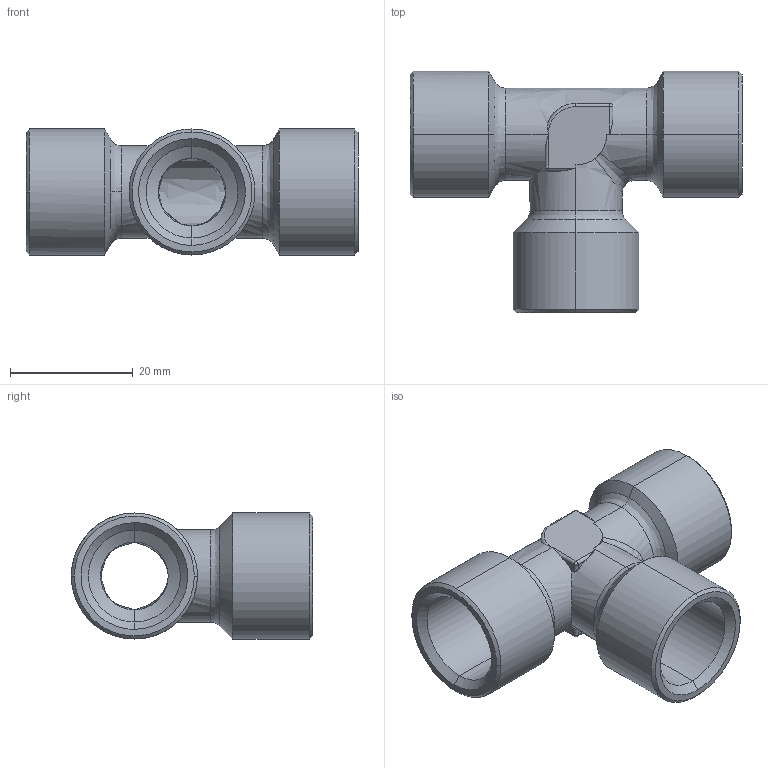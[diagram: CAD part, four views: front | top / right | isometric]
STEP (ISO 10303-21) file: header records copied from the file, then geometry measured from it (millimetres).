
FILE_DESCRIPTION (( 'STEP AP214' ), '1' );
FILE_NAME ('DRF.3F03_IC.STEP', '2018-09-03T09:06:22', ( '' ), ( '' ), 'SwSTEP 2.0', 'SolidWorks 2018', '' );
FILE_SCHEMA (( 'AUTOMOTIVE_DESIGN' ));
Length unit declared in the file: millimetre
Products named in the file (1): DRF.3F03_IC
Bounding box: 54 x 39.25 x 20.5 mm (x, y, z)
Volume: 9400.6 mm3; surface area: 7977.1 mm2
Topology: 1 solids, 1 shells, 96 faces, 220 edges, 119 vertices
Faces by surface type: bspline 96
Entity records: 4702 total; most frequent: CARTESIAN_POINT 3395, ORIENTED_EDGE 428, EDGE_CURVE 214, B_SPLINE_CURVE_WITH_KNOTS 130, VERTEX_POINT 119, EDGE_LOOP 99, FACE_OUTER_BOUND 96, ADVANCED_FACE 96
